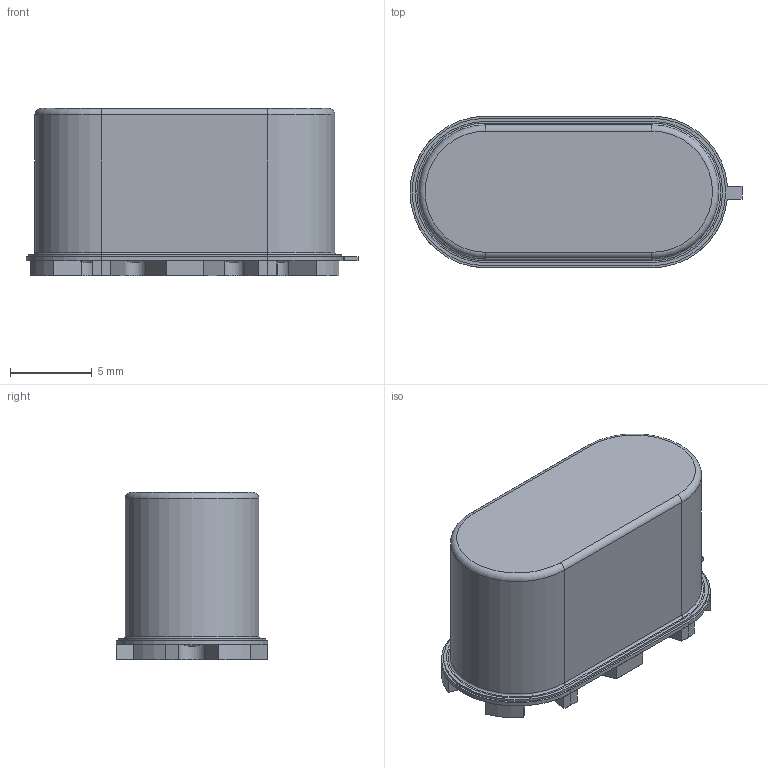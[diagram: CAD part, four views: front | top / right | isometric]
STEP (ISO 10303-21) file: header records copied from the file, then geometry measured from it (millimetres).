
FILE_DESCRIPTION(/* description */ (''),/* implementation_level */ '2;1');
FILE_NAME(/* name */ 'GLB363_RELAY.stp',/* time_stamp */ '2018-08-08T15:05:58-07:00',/* author */ (''),/* organization */ (''),/* preprocessor_version */ 'ST-DEVELOPER v11',/* originating_system */ 'UGS - NX 5.0',/* authorisation */ '');
FILE_SCHEMA (('CONFIG_CONTROL_DESIGN'));
Length unit declared in the file: inch
Products named in the file (7): 300-100-112-2_Header Blank; 300-110-69-2_Cover; 300-172-35-1_Ground Shield; 300-103-169_Header Seal Assy; 360-107-210_Header Substrate Assy; 363-106-837-2_Final Assy; 363-106-834_Final Assy
Assembly tree (6 placements, depth 5):
  363-106-834_Final Assy
    363-106-837-2_Final Assy
      360-107-210_Header Substrate Assy
        300-103-169_Header Seal Assy
          300-100-112-2_Header Blank
      300-110-69-2_Cover
    300-172-35-1_Ground Shield
Bounding box: 20.31 x 9.28 x 10.22 mm (x, y, z)
Volume: 413.8 mm3; surface area: 2160.3 mm2
Topology: 14 solids, 14 shells, 240 faces, 632 edges, 404 vertices
Faces by surface type: cylinder 111, plane 97, bspline 20, torus 8, cone 4
Full cylindrical faces by diameter (mm): 0.457 x10, 1.194 x20
Entity records: 8384 total; most frequent: CARTESIAN_POINT 1757, DIRECTION 1268, ORIENTED_EDGE 1148, EDGE_CURVE 574, AXIS2_PLACEMENT_3D 467, VERTEX_POINT 396, LINE 334, VECTOR 334
